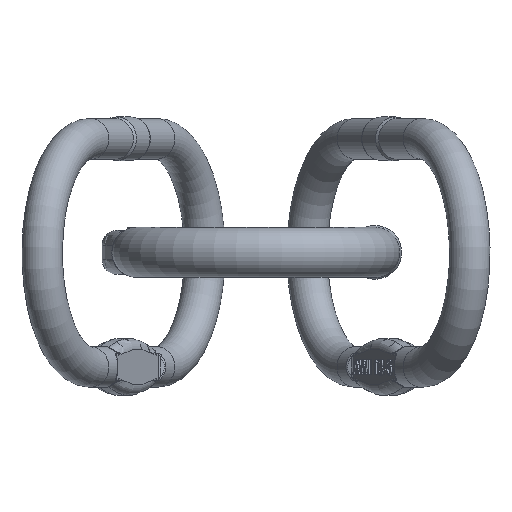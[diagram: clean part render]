
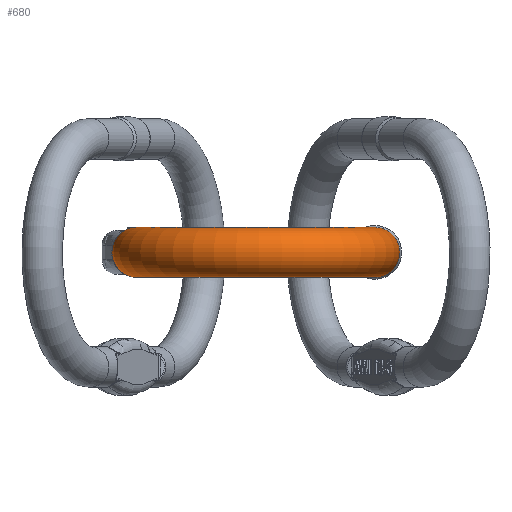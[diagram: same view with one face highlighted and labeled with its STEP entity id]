
A CAD part, front view. The second image highlights one B-rep face of the part: STEP entity #680.
In plain terms, the highlighted toroidal (fillet/blend) face has major radius 38 mm and minor radius 8 mm.
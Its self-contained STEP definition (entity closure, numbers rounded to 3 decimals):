
#576=TOROIDAL_SURFACE('',#6368,38.,8.);
#680=ADVANCED_FACE('',(#1828,#1829),#576,.T.);
#1211=CIRCLE('',#6360,8.);
#1212=CIRCLE('',#6362,8.);
#1828=FACE_BOUND('',#1920,.T.);
#1829=FACE_BOUND('',#1921,.T.);
#1920=EDGE_LOOP('',(#2442));
#1921=EDGE_LOOP('',(#2443));
#2442=ORIENTED_EDGE('',*,*,#4805,.T.);
#2443=ORIENTED_EDGE('',*,*,#4806,.F.);
#4237=VERTEX_POINT('',#8508);
#4238=VERTEX_POINT('',#8511);
#4805=EDGE_CURVE('',#4237,#4237,#1211,.T.);
#4806=EDGE_CURVE('',#4238,#4238,#1212,.T.);
#6360=AXIS2_PLACEMENT_3D('',#8507,#6810,#6811);
#6362=AXIS2_PLACEMENT_3D('',#8510,#6814,#6815);
#6368=AXIS2_PLACEMENT_3D('',#8520,#6826,#6827);
#6810=DIRECTION('',(0.,-1.,0.));
#6811=DIRECTION('',(0.,0.,1.));
#6814=DIRECTION('',(0.,1.,0.));
#6815=DIRECTION('',(0.,0.,1.));
#6826=DIRECTION('',(0.,0.,1.));
#6827=DIRECTION('',(1.,0.,0.));
#8507=CARTESIAN_POINT('',(-38.,-25.,0.));
#8508=CARTESIAN_POINT('',(-38.,-25.,8.));
#8510=CARTESIAN_POINT('',(38.,-25.,0.));
#8511=CARTESIAN_POINT('',(38.,-25.,8.));
#8520=CARTESIAN_POINT('',(0.,-25.,0.));
